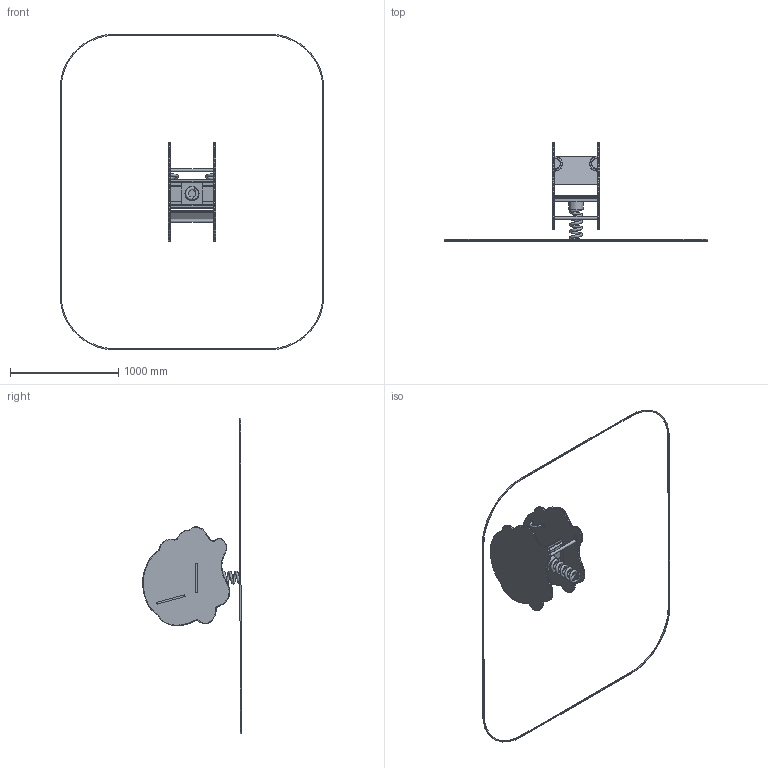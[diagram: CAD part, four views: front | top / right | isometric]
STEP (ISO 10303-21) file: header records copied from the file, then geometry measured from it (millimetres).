
FILE_DESCRIPTION(('STEP AP214'), '1');
FILE_NAME('Êà÷àëêà íà ïðóæèíå ÊÁ-73 ñ ÔÊ', '', ('UNSPECIFIED'), ('UNSPECIFIED'), 'C3D Converter', 'C3D Toolkit', '');
FILE_SCHEMA(('AUTOMOTIVE_DESIGN { 1 0 10303 214 3 1 1}'));
Length unit declared in the file: millimetre
Products named in the file (20): КБ-73-00.00.00; КБ-02.1-00.00.01; КБ-02.1-00.00.02; ТР-400-00-7024; СИС-11.01; КБ-02.1-01.00.01; КБ-02Х-03.00.00; НФ-00002668; КБ-202.01.02; КБ-202.01.01; КБ-202.01.06; КБ-202.01.05; КБ-202.01.03; КБ-73-00.00.01; КБ-73-00.00.01-01; КБ-02.1-02.00.00; СИС-65.01; ПС-01К.01.01
Assembly tree (25 placements, depth 4):
  КБ-73-00.00.00
    КБ-73-00.00.00
      КБ-02.1-00.00.01
      КБ-02.1-00.00.02
      ТР-400-00-7024  x2
        СИС-11.01
        КБ-02.1-01.00.01
      КБ-02Х-03.00.00
        НФ-00002668
        КБ-202.01.02
        КБ-202.01.01
        КБ-202.01.06
        КБ-202.01.06
        КБ-202.01.05  x2
        КБ-202.01.03  x2
      КБ-73-00.00.01
      КБ-73-00.00.01-01
      КБ-02.1-02.00.00  x2
        СИС-65.01
        ПС-01К.01.01
Bounding box: 2436 x 911.85 x 2915.07 mm (x, y, z)
Volume: 26770133.6 mm3; surface area: 3869999 mm2
Topology: 24 solids, 24 shells, 229 faces, 504 edges, 324 vertices
Faces by surface type: plane 112, cylinder 62, torus 24, bspline 21, extrusion 10
Full cylindrical faces by diameter (mm): 21.2 x2, 26.8 x2, 120 x1, 130 x1
Entity records: 20153 total; most frequent: CARTESIAN_POINT 14861, DIRECTION 769, ORIENTED_EDGE 674, EDGE_CURVE 337, AXIS2_PLACEMENT_3D 303, VERTEX_POINT 216, EDGE_LOOP 171, VECTOR 163
